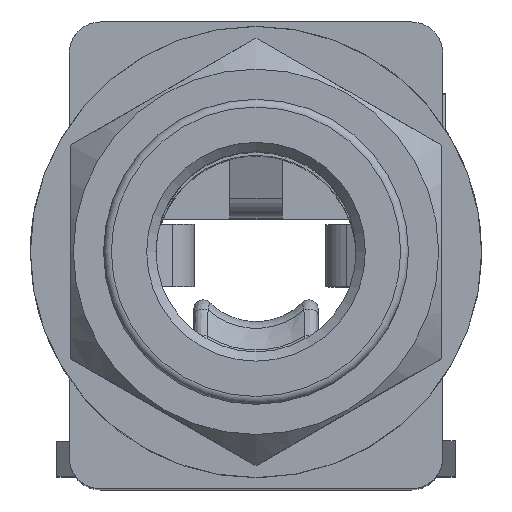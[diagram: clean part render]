
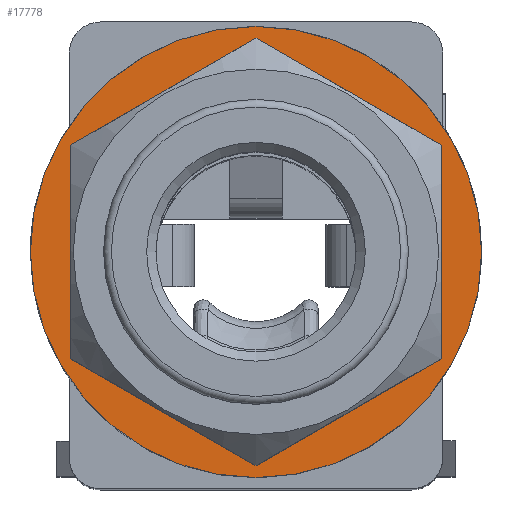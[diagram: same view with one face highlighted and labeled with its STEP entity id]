
A CAD part, top view. The second image highlights one B-rep face of the part: STEP entity #17778.
In plain terms, the highlighted planar face has unit normal (0, 0, 1).
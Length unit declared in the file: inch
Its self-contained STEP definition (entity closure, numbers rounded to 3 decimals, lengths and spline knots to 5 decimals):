
#239=FACE_BOUND('',#1981,.T.);
#545=CIRCLE('',#18876,0.28543);
#1046=FACE_OUTER_BOUND('',#1980,.T.);
#1980=EDGE_LOOP('',(#12622));
#1981=EDGE_LOOP('',(#12623,#12624,#12625,#12626,#12627,#12628));
#3285=LINE('',#26222,#5338);
#3329=LINE('',#26455,#5382);
#3330=LINE('',#26457,#5383);
#3331=LINE('',#26459,#5384);
#3332=LINE('',#26461,#5385);
#3333=LINE('',#26462,#5386);
#5338=VECTOR('',#21180,0.27049);
#5382=VECTOR('',#21350,0.27049);
#5383=VECTOR('',#21351,0.27049);
#5384=VECTOR('',#21352,0.27049);
#5385=VECTOR('',#21353,0.27049);
#5386=VECTOR('',#21354,0.27049);
#7219=VERTEX_POINT('',#26219);
#7220=VERTEX_POINT('',#26221);
#7283=VERTEX_POINT('',#26445);
#7286=VERTEX_POINT('',#26454);
#7287=VERTEX_POINT('',#26456);
#7288=VERTEX_POINT('',#26458);
#7289=VERTEX_POINT('',#26460);
#9139=EDGE_CURVE('',#7219,#7220,#3285,.T.);
#9226=EDGE_CURVE('',#7283,#7283,#545,.T.);
#9231=EDGE_CURVE('',#7286,#7219,#3329,.T.);
#9232=EDGE_CURVE('',#7287,#7286,#3330,.T.);
#9233=EDGE_CURVE('',#7288,#7287,#3331,.T.);
#9234=EDGE_CURVE('',#7289,#7288,#3332,.T.);
#9235=EDGE_CURVE('',#7220,#7289,#3333,.T.);
#12622=ORIENTED_EDGE('',*,*,#9226,.F.);
#12623=ORIENTED_EDGE('',*,*,#9231,.F.);
#12624=ORIENTED_EDGE('',*,*,#9232,.F.);
#12625=ORIENTED_EDGE('',*,*,#9233,.F.);
#12626=ORIENTED_EDGE('',*,*,#9234,.F.);
#12627=ORIENTED_EDGE('',*,*,#9235,.F.);
#12628=ORIENTED_EDGE('',*,*,#9139,.F.);
#16037=PLANE('',#18878);
#17778=ADVANCED_FACE('',(#1046,#239),#16037,.T.);
#18876=AXIS2_PLACEMENT_3D('',#26446,#21341,#21342);
#18878=AXIS2_PLACEMENT_3D('',#26453,#21348,#21349);
#21180=DIRECTION('',(0.,-1.,0.));
#21341=DIRECTION('center_axis',(0.,0.,-1.));
#21342=DIRECTION('ref_axis',(-1.,0.,0.));
#21348=DIRECTION('center_axis',(0.,0.,1.));
#21349=DIRECTION('ref_axis',(1.,0.,0.));
#21350=DIRECTION('',(-0.866,-0.5,0.));
#21351=DIRECTION('',(-0.866,0.5,0.));
#21352=DIRECTION('',(0.,1.,0.));
#21353=DIRECTION('',(0.866,0.5,0.));
#21354=DIRECTION('',(0.866,-0.5,0.));
#26219=CARTESIAN_POINT('',(-0.23425,0.13918,0.17323));
#26221=CARTESIAN_POINT('',(-0.23425,-0.13131,0.17323));
#26222=CARTESIAN_POINT('',(-0.23425,0.13918,0.17323));
#26445=CARTESIAN_POINT('',(-0.28543,0.00394,0.17323));
#26446=CARTESIAN_POINT('Origin',(0.,0.00394,0.17323));
#26453=CARTESIAN_POINT('Origin',(0.,0.00394,0.17323));
#26454=CARTESIAN_POINT('',(0.,0.27443,0.17323));
#26455=CARTESIAN_POINT('',(0.,0.27443,0.17323));
#26456=CARTESIAN_POINT('',(0.23425,0.13918,0.17323));
#26457=CARTESIAN_POINT('',(0.23425,0.13918,0.17323));
#26458=CARTESIAN_POINT('',(0.23425,-0.13131,0.17323));
#26459=CARTESIAN_POINT('',(0.23425,-0.13131,0.17323));
#26460=CARTESIAN_POINT('',(0.,-0.26655,0.17323));
#26461=CARTESIAN_POINT('',(0.,-0.26655,0.17323));
#26462=CARTESIAN_POINT('',(-0.23425,-0.13131,0.17323));
